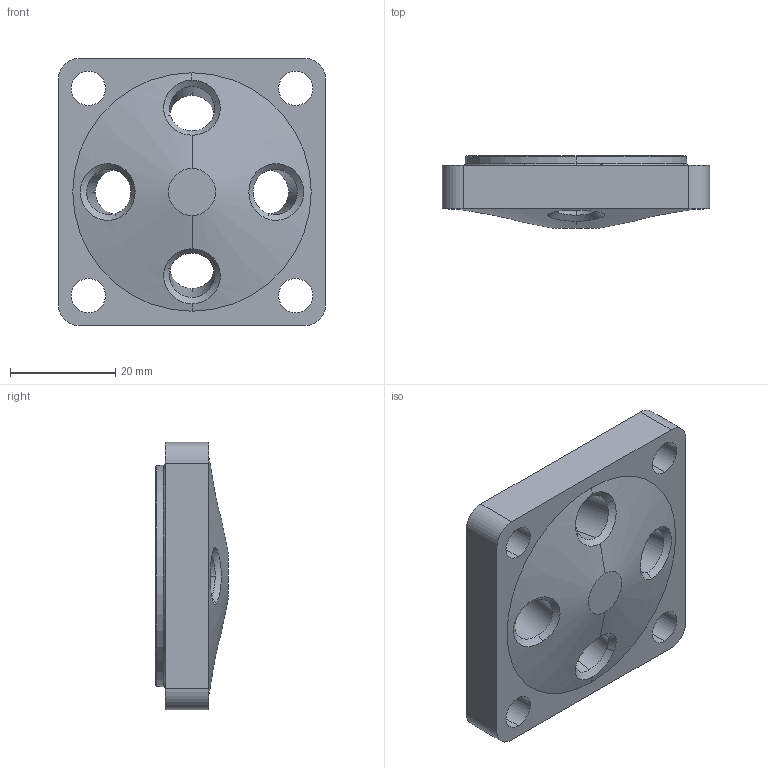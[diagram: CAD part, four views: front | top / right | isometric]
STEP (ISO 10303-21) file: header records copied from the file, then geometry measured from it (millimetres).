
FILE_DESCRIPTION (( 'STEP AP203' ), '1' );
FILE_NAME ('EC-2014.step', '2024-08-21T11:26:14', ( '' ), ( '' ), 'SwSTEP 2.0', 'SolidWorks 2023', '' );
FILE_SCHEMA (( 'CONFIG_CONTROL_DESIGN' ));
Length unit declared in the file: inch
Products named in the file (1): EC-2014
Bounding box: 50.8 x 13.72 x 50.8 mm (x, y, z)
Volume: 21812.5 mm3; surface area: 8089.9 mm2
Topology: 1 solids, 1 shells, 46 faces, 140 edges, 91 vertices
Faces by surface type: cylinder 20, bspline 12, plane 8, cone 6
Entity records: 5770 total; most frequent: CARTESIAN_POINT 4544, ORIENTED_EDGE 276, DIRECTION 190, EDGE_CURVE 138, VERTEX_POINT 91, AXIS2_PLACEMENT_3D 75, EDGE_LOOP 59, B_SPLINE_CURVE_WITH_KNOTS 47
